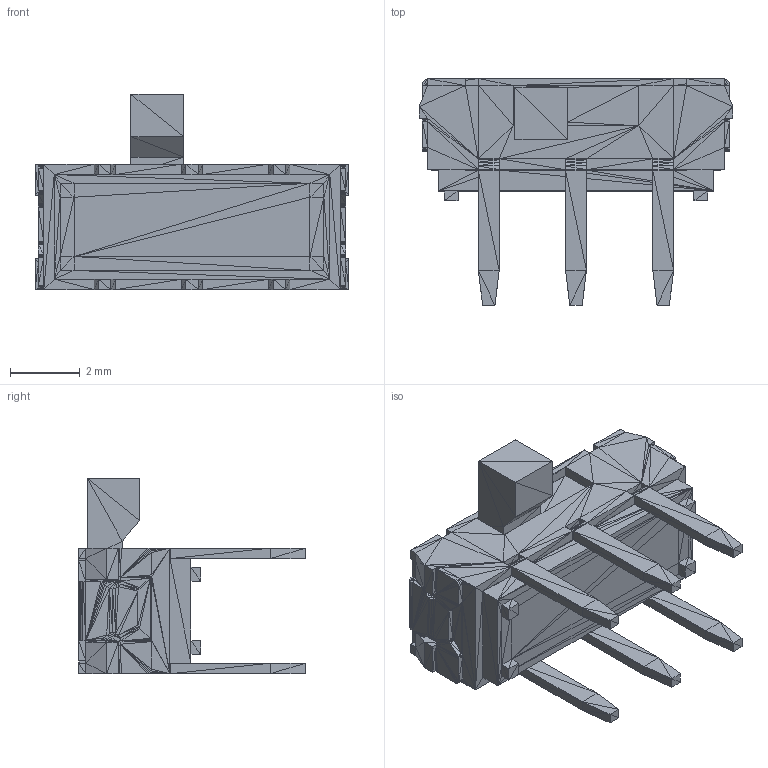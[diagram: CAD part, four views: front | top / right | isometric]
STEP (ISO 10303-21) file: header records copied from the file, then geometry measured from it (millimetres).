
FILE_DESCRIPTION(/* description */ (''),/* implementation_level */ '2;1');
FILE_NAME(/* name */ 'JS202011AQN - Slide Switch v1.step',/* time_stamp */ '2018-08-03T01:04:17-04:00',/* author */ ('vogel.sohei'),/* organization */ (''),/* preprocessor_version */ 'ST-DEVELOPER v17',/* originating_system */ 'Autodesk Translation Framework v7.1.0.215',/* authorisation */ '');
FILE_SCHEMA (('AUTOMOTIVE_DESIGN { 1 0 10303 214 3 1 1 }'));
Length unit declared in the file: millimetre
Products named in the file (1): JS202011AQN - Slide Switch
Bounding box: 9 x 6.5 x 5.6 mm (x, y, z)
Volume: 103.4 mm3; surface area: 217.1 mm2
Topology: 1 solids, 1 shells, 1884 faces, 2826 edges, 938 vertices
Faces by surface type: plane 1884
Entity records: 36778 total; most frequent: DIRECTION 6596, ORIENTED_EDGE 5652, CARTESIAN_POINT 5649, LINE 2826, VECTOR 2826, EDGE_CURVE 2826, AXIS2_PLACEMENT_3D 1885, FACE_OUTER_BOUND 1884
